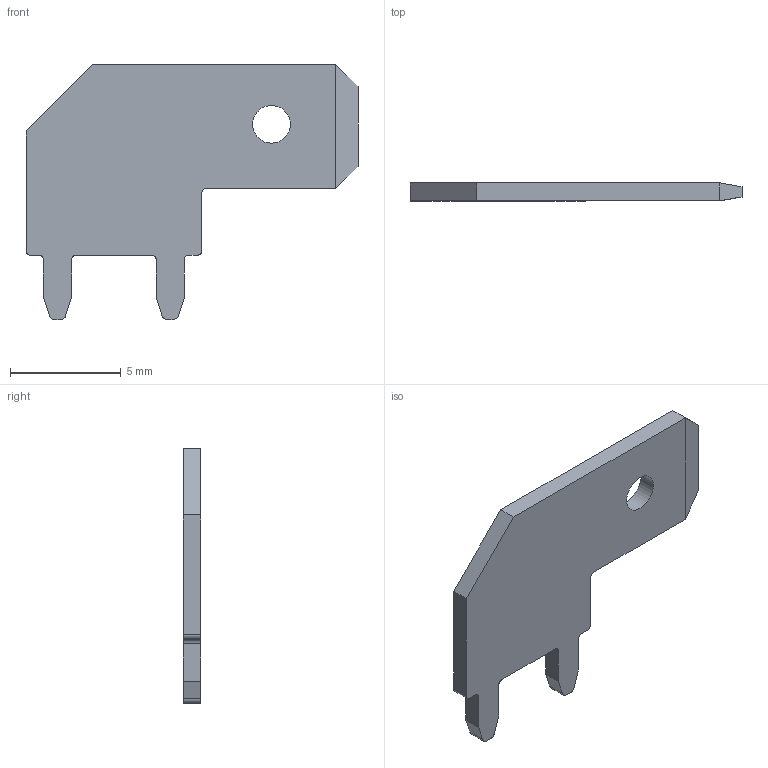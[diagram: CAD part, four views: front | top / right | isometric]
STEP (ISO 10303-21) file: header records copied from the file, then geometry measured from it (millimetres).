
FILE_DESCRIPTION((' '),'2;1');
FILE_NAME( '019.68.162.stp', '2022-09-02T09:04:00', (' '), ('--- Datakit www.datakit.com---'), ' Datakit CrossCadWare V2022.3 Jun 15 2022', 'DATAKIT 2022 (c)', ' ');
FILE_SCHEMA(('AP242_MANAGED_MODEL_BASED_3D_ENGINEERING_MIM_LF { 1 0 10303 442 1 1 4 }'));
Length unit declared in the file: millimetre
Products named in the file (1): 019.68.162
Bounding box: 14.96 x 0.81 x 11.5 mm (x, y, z)
Volume: 85.5 mm3; surface area: 259.4 mm2
Topology: 1 solids, 1 shells, 37 faces, 101 edges, 66 vertices
Faces by surface type: plane 25, cylinder 12
Full cylindrical faces by diameter (mm): 1.7 x1
Entity records: 1231 total; most frequent: CARTESIAN_POINT 204, DIRECTION 200, ORIENTED_EDGE 200, EDGE_CURVE 100, VECTOR 76, LINE 76, VERTEX_POINT 66, AXIS2_PLACEMENT_3D 62
